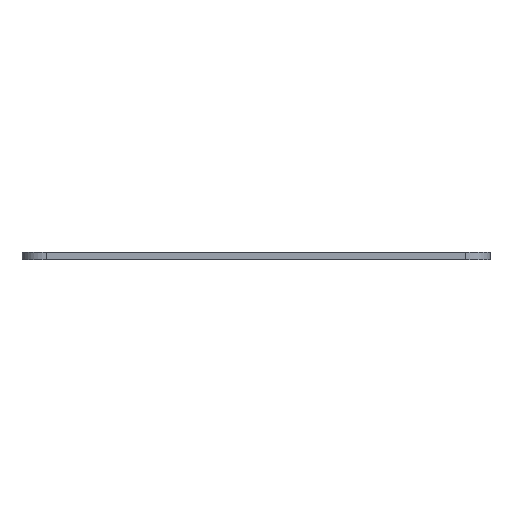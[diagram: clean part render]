
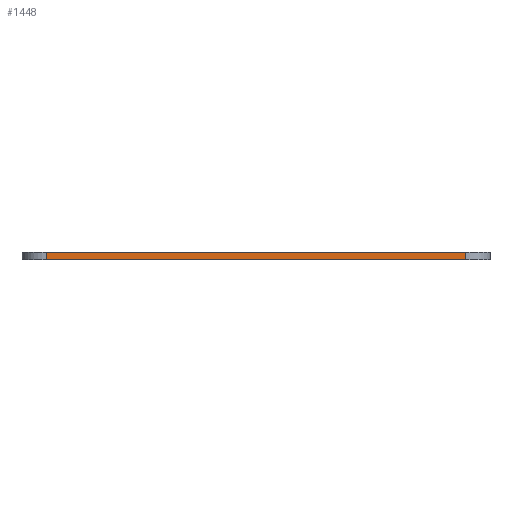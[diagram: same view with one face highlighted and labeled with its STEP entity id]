
A CAD part, front view. The second image highlights one B-rep face of the part: STEP entity #1448.
In plain terms, the highlighted planar face has unit normal (0, -1, 0).
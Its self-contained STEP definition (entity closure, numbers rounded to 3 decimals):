
#71=PLANE('',#1599);
#142=FACE_OUTER_BOUND('',#225,.T.);
#225=EDGE_LOOP('',(#1261,#1262,#1263,#1264));
#251=LINE('',#2050,#392);
#284=LINE('',#2180,#425);
#289=LINE('',#2191,#430);
#376=LINE('',#2423,#517);
#392=VECTOR('',#1627,10.);
#425=VECTOR('',#1730,10.);
#430=VECTOR('',#1741,10.);
#517=VECTOR('',#2004,10.);
#602=VERTEX_POINT('',#2047);
#603=VERTEX_POINT('',#2049);
#665=VERTEX_POINT('',#2178);
#667=VERTEX_POINT('',#2187);
#741=EDGE_CURVE('',#602,#603,#251,.T.);
#806=EDGE_CURVE('',#665,#602,#284,.T.);
#812=EDGE_CURVE('',#603,#667,#289,.T.);
#928=EDGE_CURVE('',#667,#665,#376,.T.);
#1261=ORIENTED_EDGE('',*,*,#806,.F.);
#1262=ORIENTED_EDGE('',*,*,#928,.F.);
#1263=ORIENTED_EDGE('',*,*,#812,.F.);
#1264=ORIENTED_EDGE('',*,*,#741,.F.);
#1448=ADVANCED_FACE('',(#142),#71,.T.);
#1599=AXIS2_PLACEMENT_3D('',#2422,#2002,#2003);
#1627=DIRECTION('',(-1.,0.,0.));
#1730=DIRECTION('',(0.,0.,-1.));
#1741=DIRECTION('',(0.,0.,1.));
#2002=DIRECTION('center_axis',(0.,-1.,0.));
#2003=DIRECTION('ref_axis',(1.,0.,0.));
#2004=DIRECTION('',(1.,0.,0.));
#2047=CARTESIAN_POINT('',(38.704,-52.684,0.));
#2049=CARTESIAN_POINT('',(-48.156,-52.684,0.));
#2050=CARTESIAN_POINT('',(43.704,-52.684,0.));
#2178=CARTESIAN_POINT('',(38.704,-52.684,1.5));
#2180=CARTESIAN_POINT('',(38.704,-52.684,0.));
#2187=CARTESIAN_POINT('',(-48.156,-52.684,1.5));
#2191=CARTESIAN_POINT('',(-48.156,-52.684,0.));
#2422=CARTESIAN_POINT('Origin',(-53.156,-52.684,0.));
#2423=CARTESIAN_POINT('',(43.704,-52.684,1.5));
